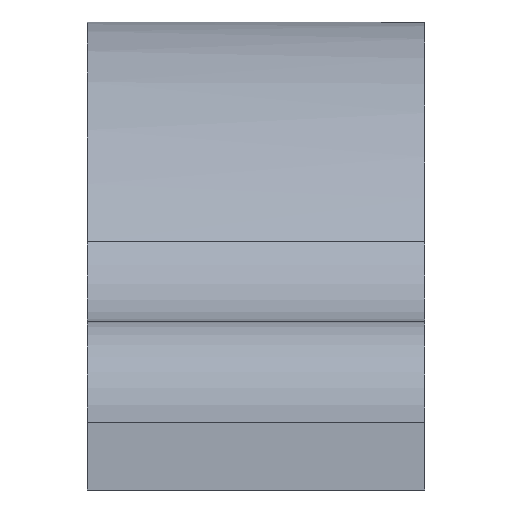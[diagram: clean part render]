
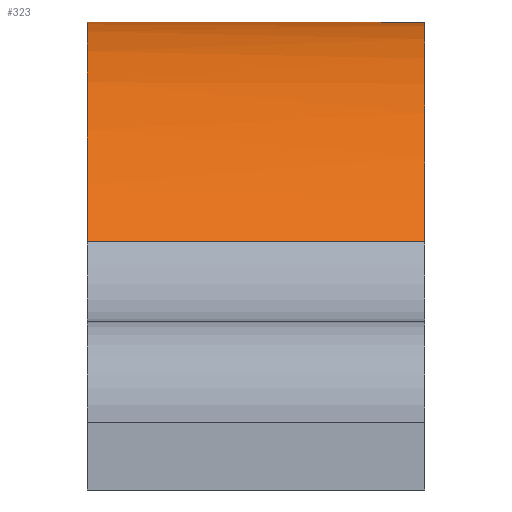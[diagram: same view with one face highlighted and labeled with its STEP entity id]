
A CAD part, front view. The second image highlights one B-rep face of the part: STEP entity #323.
In plain terms, the highlighted free-form (B-spline) face has degree [5, 1] with [10, 2] control points.
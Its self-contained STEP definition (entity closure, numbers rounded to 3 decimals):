
#15=B_SPLINE_SURFACE_WITH_KNOTS('',5,1,((#578,#579),(#580,#581),(#582,#583),
(#584,#585),(#586,#587),(#588,#589),(#590,#591),(#592,#593),(#594,#595),
(#596,#597)),.UNSPECIFIED.,.F.,.F.,.F.,(6,1,1,1,1,6),(2,2),(-1.,-0.8,-0.6,
-0.4,-0.2,0.),(0.,1.2),.UNSPECIFIED.);
#18=B_SPLINE_CURVE_WITH_KNOTS('',5,(#505,#506,#507,#508,#509,#510,#511,
#512,#513,#514),.UNSPECIFIED.,.F.,.F.,(6,1,1,1,1,6),(-1.,-0.8,-0.6,-0.4,
-0.2,0.),.UNSPECIFIED.);
#19=B_SPLINE_CURVE_WITH_KNOTS('',5,(#544,#545,#546,#547,#548,#549,#550,
#551,#552,#553),.UNSPECIFIED.,.F.,.F.,(6,1,1,1,1,6),(0.,0.2,0.4,0.6,0.8,
1.),.UNSPECIFIED.);
#58=FACE_OUTER_BOUND('',#78,.T.);
#78=EDGE_LOOP('',(#282,#283,#284,#285));
#106=LINE('',#577,#133);
#107=LINE('',#598,#134);
#133=VECTOR('',#447,10.);
#134=VECTOR('',#448,10.);
#152=VERTEX_POINT('',#493);
#153=VERTEX_POINT('',#504);
#163=VERTEX_POINT('',#541);
#164=VERTEX_POINT('',#543);
#185=EDGE_CURVE('',#152,#153,#18,.T.);
#200=EDGE_CURVE('',#163,#164,#19,.T.);
#208=EDGE_CURVE('',#163,#153,#106,.T.);
#209=EDGE_CURVE('',#164,#152,#107,.T.);
#282=ORIENTED_EDGE('',*,*,#208,.T.);
#283=ORIENTED_EDGE('',*,*,#185,.F.);
#284=ORIENTED_EDGE('',*,*,#209,.F.);
#285=ORIENTED_EDGE('',*,*,#200,.F.);
#323=ADVANCED_FACE('',(#58),#15,.T.);
#447=DIRECTION('',(1.,0.,0.));
#448=DIRECTION('',(1.,0.,0.));
#493=CARTESIAN_POINT('',(126.5,22.912,97.047));
#504=CARTESIAN_POINT('',(126.5,11.861,90.532));
#505=CARTESIAN_POINT('Ctrl Pts',(126.5,22.912,97.047));
#506=CARTESIAN_POINT('Ctrl Pts',(126.5,22.268,97.047));
#507=CARTESIAN_POINT('Ctrl Pts',(126.5,21.026,96.969));
#508=CARTESIAN_POINT('Ctrl Pts',(126.5,19.302,96.615));
#509=CARTESIAN_POINT('Ctrl Pts',(126.5,17.256,95.739));
#510=CARTESIAN_POINT('Ctrl Pts',(126.5,15.049,94.21));
#511=CARTESIAN_POINT('Ctrl Pts',(126.5,13.562,92.797));
#512=CARTESIAN_POINT('Ctrl Pts',(126.5,12.631,91.682));
#513=CARTESIAN_POINT('Ctrl Pts',(126.5,12.103,90.919));
#514=CARTESIAN_POINT('Ctrl Pts',(126.5,11.861,90.532));
#541=CARTESIAN_POINT('',(116.5,11.861,90.532));
#543=CARTESIAN_POINT('',(116.5,22.912,97.047));
#544=CARTESIAN_POINT('Ctrl Pts',(116.5,11.861,90.532));
#545=CARTESIAN_POINT('Ctrl Pts',(116.5,12.103,90.919));
#546=CARTESIAN_POINT('Ctrl Pts',(116.5,12.631,91.682));
#547=CARTESIAN_POINT('Ctrl Pts',(116.5,13.562,92.797));
#548=CARTESIAN_POINT('Ctrl Pts',(116.5,15.049,94.21));
#549=CARTESIAN_POINT('Ctrl Pts',(116.5,17.256,95.739));
#550=CARTESIAN_POINT('Ctrl Pts',(116.5,19.302,96.615));
#551=CARTESIAN_POINT('Ctrl Pts',(116.5,21.026,96.969));
#552=CARTESIAN_POINT('Ctrl Pts',(116.5,22.268,97.047));
#553=CARTESIAN_POINT('Ctrl Pts',(116.5,22.912,97.047));
#577=CARTESIAN_POINT('',(121.5,11.861,90.532));
#578=CARTESIAN_POINT('Ctrl Pts',(116.5,22.912,97.047));
#579=CARTESIAN_POINT('Ctrl Pts',(128.5,22.912,97.047));
#580=CARTESIAN_POINT('Ctrl Pts',(116.5,22.268,97.047));
#581=CARTESIAN_POINT('Ctrl Pts',(128.5,22.268,97.047));
#582=CARTESIAN_POINT('Ctrl Pts',(116.5,21.026,96.969));
#583=CARTESIAN_POINT('Ctrl Pts',(128.5,21.026,96.969));
#584=CARTESIAN_POINT('Ctrl Pts',(116.5,19.302,96.615));
#585=CARTESIAN_POINT('Ctrl Pts',(128.5,19.302,96.615));
#586=CARTESIAN_POINT('Ctrl Pts',(116.5,17.256,95.739));
#587=CARTESIAN_POINT('Ctrl Pts',(128.5,17.256,95.739));
#588=CARTESIAN_POINT('Ctrl Pts',(116.5,15.049,94.21));
#589=CARTESIAN_POINT('Ctrl Pts',(128.5,15.049,94.21));
#590=CARTESIAN_POINT('Ctrl Pts',(116.5,13.562,92.797));
#591=CARTESIAN_POINT('Ctrl Pts',(128.5,13.562,92.797));
#592=CARTESIAN_POINT('Ctrl Pts',(116.5,12.631,91.682));
#593=CARTESIAN_POINT('Ctrl Pts',(128.5,12.631,91.682));
#594=CARTESIAN_POINT('Ctrl Pts',(116.5,12.103,90.919));
#595=CARTESIAN_POINT('Ctrl Pts',(128.5,12.103,90.919));
#596=CARTESIAN_POINT('Ctrl Pts',(116.5,11.861,90.532));
#597=CARTESIAN_POINT('Ctrl Pts',(128.5,11.861,90.532));
#598=CARTESIAN_POINT('',(121.5,22.912,97.047));
